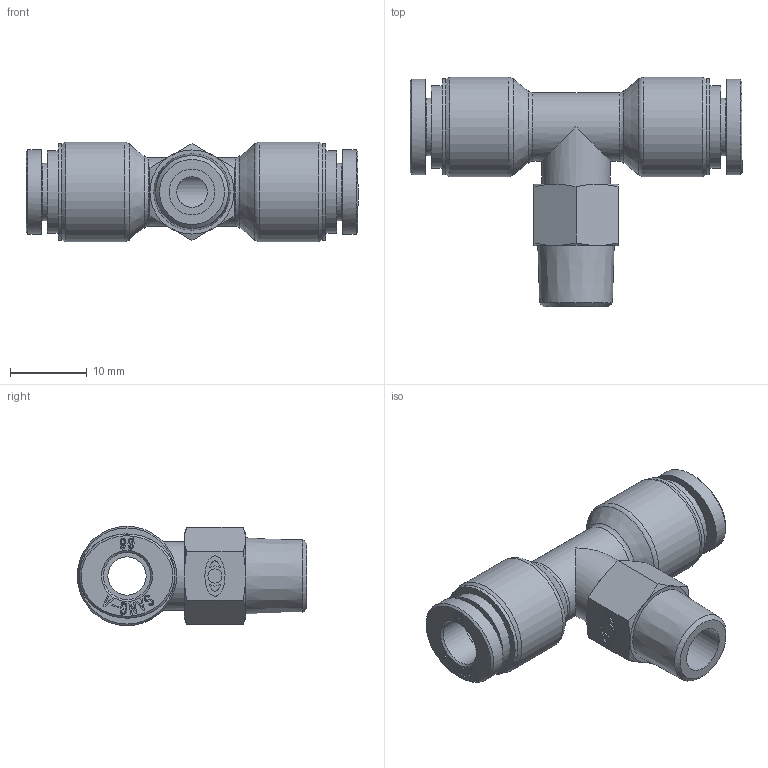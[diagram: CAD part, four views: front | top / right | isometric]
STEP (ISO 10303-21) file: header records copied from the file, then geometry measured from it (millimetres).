
FILE_DESCRIPTION((''),'2;1');
FILE_NAME('F-PT 0601.stp','2020-11-24T18:38:41',('Administrator'),(''),'Autodesk Inventor 2013','Autodesk Inventor 2013','');
FILE_SCHEMA(('CONFIG_CONTROL_DESIGN'));
Length unit declared in the file: millimetre
Products named in the file (4): 조립품21; F-PT 0601 BODY; F-SLEEVE 06(SUS); F-BODY 01(SUS)
Assembly tree (4 placements, depth 2):
  조립품21
    F-PT 0601 BODY
    F-SLEEVE 06(SUS)  x2
    F-BODY 01(SUS)
Bounding box: 43.4 x 30 x 13 mm (x, y, z)
Volume: 4320.8 mm3; surface area: 4233.6 mm2
Topology: 4 solids, 4 shells, 452 faces, 1173 edges, 774 vertices
Faces by surface type: plane 206, bspline 200, cone 22, cylinder 20, torus 4
Full cylindrical faces by diameter (mm): 1.841 x1, 4 x1, 5 x1, 6 x1, 6.15 x2, 6.2 x2, 7.5 x2, 9 x2, 10.75 x2, 12.55 x2, 13 x2
Entity records: 8961 total; most frequent: CARTESIAN_POINT 2765, ORIENTED_EDGE 1418, DIRECTION 864, EDGE_CURVE 709, VERTEX_POINT 483, VECTOR 386, LINE 386, EDGE_LOOP 358
